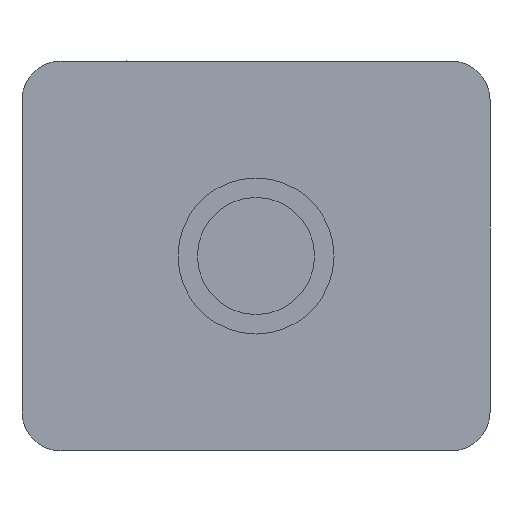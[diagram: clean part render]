
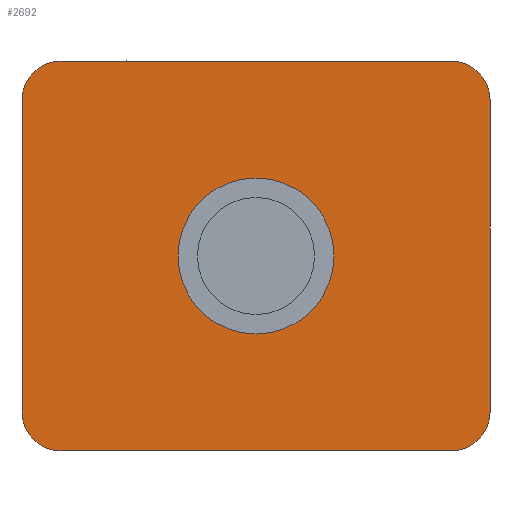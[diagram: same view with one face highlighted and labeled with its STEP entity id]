
A CAD part, front view. The second image highlights one B-rep face of the part: STEP entity #2692.
In plain terms, the highlighted face is planar.
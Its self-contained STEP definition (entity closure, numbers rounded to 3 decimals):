
#1 = VECTOR ( 'NONE', #128, 1000. ) ;
#2 = LINE ( 'NONE', #1052, #2499 ) ;
#44 = FACE_BOUND ( 'NONE', #1369, .T. ) ;
#70 = ORIENTED_EDGE ( 'NONE', *, *, #3053, .F. ) ;
#128 = DIRECTION ( 'NONE',  ( 0., 1., 0. ) ) ;
#247 = LINE ( 'NONE', #1310, #600 ) ;
#250 = CARTESIAN_POINT ( 'NONE',  ( -6., 4., 1. ) ) ;
#315 = VERTEX_POINT ( 'NONE', #2971 ) ;
#330 = DIRECTION ( 'NONE',  ( -1., 0., 0. ) ) ;
#445 = CARTESIAN_POINT ( 'NONE',  ( -5., -5., 1. ) ) ;
#452 = AXIS2_PLACEMENT_3D ( 'NONE', #3090, #793, #1833 ) ;
#476 = DIRECTION ( 'NONE',  ( 0., 0., 1. ) ) ;
#578 = VERTEX_POINT ( 'NONE', #1204 ) ;
#587 = ORIENTED_EDGE ( 'NONE', *, *, #1784, .F. ) ;
#600 = VECTOR ( 'NONE', #2325, 1000. ) ;
#607 = VERTEX_POINT ( 'NONE', #1977 ) ;
#628 = DIRECTION ( 'NONE',  ( 0., 1., 0. ) ) ;
#657 = ORIENTED_EDGE ( 'NONE', *, *, #685, .F. ) ;
#685 = EDGE_CURVE ( 'NONE', #717, #1988, #1385, .T. ) ;
#717 = VERTEX_POINT ( 'NONE', #1788 ) ;
#728 = DIRECTION ( 'NONE',  ( 0., 0., -1. ) ) ;
#741 = AXIS2_PLACEMENT_3D ( 'NONE', #3019, #728, #1778 ) ;
#764 = DIRECTION ( 'NONE',  ( 0., 1., 0. ) ) ;
#793 = DIRECTION ( 'NONE',  ( 0., 0., -1. ) ) ;
#882 = AXIS2_PLACEMENT_3D ( 'NONE', #2047, #3060, #764 ) ;
#983 = EDGE_CURVE ( 'NONE', #1780, #1090, #1905, .T. ) ;
#986 = ORIENTED_EDGE ( 'NONE', *, *, #2213, .T. ) ;
#1052 = CARTESIAN_POINT ( 'NONE',  ( -5., -5., 1. ) ) ;
#1090 = VERTEX_POINT ( 'NONE', #1705 ) ;
#1099 = FACE_OUTER_BOUND ( 'NONE', #1613, .T. ) ;
#1133 = ORIENTED_EDGE ( 'NONE', *, *, #1301, .T. ) ;
#1145 = AXIS2_PLACEMENT_3D ( 'NONE', #1647, #2643, #330 ) ;
#1185 = AXIS2_PLACEMENT_3D ( 'NONE', #2775, #476, #1528 ) ;
#1204 = CARTESIAN_POINT ( 'NONE',  ( -6., -4., 1. ) ) ;
#1262 = CARTESIAN_POINT ( 'NONE',  ( -5., 4., 1. ) ) ;
#1276 = CARTESIAN_POINT ( 'NONE',  ( -5., 5., 1. ) ) ;
#1301 = EDGE_CURVE ( 'NONE', #1780, #1988, #247, .T. ) ;
#1310 = CARTESIAN_POINT ( 'NONE',  ( 5., 5., 1. ) ) ;
#1311 = DIRECTION ( 'NONE',  ( 0., -1., 0. ) ) ;
#1321 = EDGE_CURVE ( 'NONE', #2370, #2973, #2, .T. ) ;
#1369 = EDGE_LOOP ( 'NONE', ( #70, #2673 ) ) ;
#1385 = CIRCLE ( 'NONE', #3227, 1. ) ;
#1405 = CIRCLE ( 'NONE', #3249, 1. ) ;
#1444 = LINE ( 'NONE', #2446, #1 ) ;
#1528 = DIRECTION ( 'NONE',  ( 0., 1., 0. ) ) ;
#1613 = EDGE_LOOP ( 'NONE', ( #986, #2132, #1133, #657, #2091, #587, #1688, #2169 ) ) ;
#1645 = EDGE_CURVE ( 'NONE', #607, #2973, #1405, .T. ) ;
#1647 = CARTESIAN_POINT ( 'NONE',  ( -5., -5., 1. ) ) ;
#1688 = ORIENTED_EDGE ( 'NONE', *, *, #1321, .T. ) ;
#1705 = CARTESIAN_POINT ( 'NONE',  ( 6., 4., 1. ) ) ;
#1778 = DIRECTION ( 'NONE',  ( 0., 1., 0. ) ) ;
#1780 = VERTEX_POINT ( 'NONE', #2014 ) ;
#1784 = EDGE_CURVE ( 'NONE', #2370, #578, #2193, .T. ) ;
#1788 = CARTESIAN_POINT ( 'NONE',  ( -6., 4., 1. ) ) ;
#1830 = EDGE_CURVE ( 'NONE', #315, #1840, #2609, .T. ) ;
#1833 = DIRECTION ( 'NONE',  ( 0., 1., 0. ) ) ;
#1840 = VERTEX_POINT ( 'NONE', #2290 ) ;
#1905 = CIRCLE ( 'NONE', #452, 1. ) ;
#1930 = CARTESIAN_POINT ( 'NONE',  ( 5., -4., 1. ) ) ;
#1977 = CARTESIAN_POINT ( 'NONE',  ( 6., -4., 1. ) ) ;
#1988 = VERTEX_POINT ( 'NONE', #1276 ) ;
#2007 = CARTESIAN_POINT ( 'NONE',  ( 5., -5., 1. ) ) ;
#2014 = CARTESIAN_POINT ( 'NONE',  ( 5., 5., 1. ) ) ;
#2047 = CARTESIAN_POINT ( 'NONE',  ( 0., 0., 1. ) ) ;
#2069 = DIRECTION ( 'NONE',  ( 1., 0., 0. ) ) ;
#2091 = ORIENTED_EDGE ( 'NONE', *, *, #2809, .T. ) ;
#2118 = PLANE ( 'NONE',  #1145 ) ;
#2132 = ORIENTED_EDGE ( 'NONE', *, *, #983, .F. ) ;
#2169 = ORIENTED_EDGE ( 'NONE', *, *, #1645, .F. ) ;
#2193 = CIRCLE ( 'NONE', #741, 1. ) ;
#2213 = EDGE_CURVE ( 'NONE', #607, #1090, #1444, .T. ) ;
#2284 = DIRECTION ( 'NONE',  ( 0., 0., -1. ) ) ;
#2290 = CARTESIAN_POINT ( 'NONE',  ( 0., 2., 1. ) ) ;
#2325 = DIRECTION ( 'NONE',  ( -1., 0., 0. ) ) ;
#2339 = CIRCLE ( 'NONE', #882, 2. ) ;
#2370 = VERTEX_POINT ( 'NONE', #445 ) ;
#2446 = CARTESIAN_POINT ( 'NONE',  ( 6., -4., 1. ) ) ;
#2499 = VECTOR ( 'NONE', #2069, 1000. ) ;
#2572 = LINE ( 'NONE', #250, #2762 ) ;
#2609 = CIRCLE ( 'NONE', #1185, 2. ) ;
#2643 = DIRECTION ( 'NONE',  ( 0., 0., -1. ) ) ;
#2673 = ORIENTED_EDGE ( 'NONE', *, *, #1830, .F. ) ;
#2692 = ADVANCED_FACE ( 'NONE', ( #44, #1099 ), #2118, .F. ) ;
#2762 = VECTOR ( 'NONE', #1311, 1000. ) ;
#2775 = CARTESIAN_POINT ( 'NONE',  ( 0., 0., 1. ) ) ;
#2809 = EDGE_CURVE ( 'NONE', #717, #578, #2572, .T. ) ;
#2931 = DIRECTION ( 'NONE',  ( 0., 0., -1. ) ) ;
#2971 = CARTESIAN_POINT ( 'NONE',  ( 0., -2., 1. ) ) ;
#2973 = VERTEX_POINT ( 'NONE', #2007 ) ;
#3019 = CARTESIAN_POINT ( 'NONE',  ( -5., -4., 1. ) ) ;
#3053 = EDGE_CURVE ( 'NONE', #1840, #315, #2339, .T. ) ;
#3060 = DIRECTION ( 'NONE',  ( 0., 0., 1. ) ) ;
#3090 = CARTESIAN_POINT ( 'NONE',  ( 5., 4., 1. ) ) ;
#3227 = AXIS2_PLACEMENT_3D ( 'NONE', #1262, #2284, #3275 ) ;
#3249 = AXIS2_PLACEMENT_3D ( 'NONE', #1930, #2931, #628 ) ;
#3275 = DIRECTION ( 'NONE',  ( 0., 1., 0. ) ) ;
